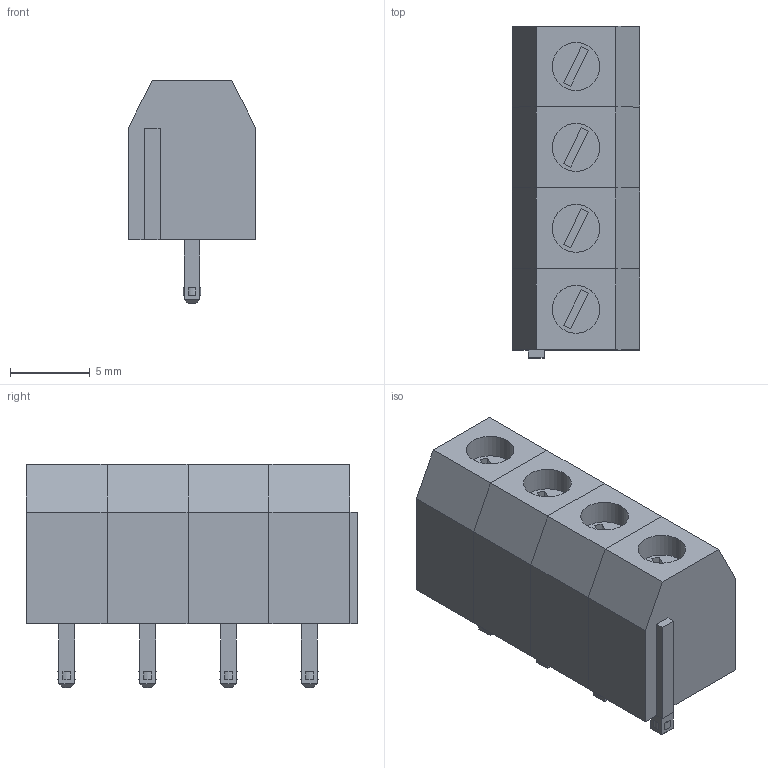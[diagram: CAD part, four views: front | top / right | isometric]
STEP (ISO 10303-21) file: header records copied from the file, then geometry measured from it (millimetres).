
FILE_DESCRIPTION(/* description */ (''),/* implementation_level */ '2;1');
FILE_NAME(/* name */ 'Schraubklemme_Blau_300V_16A_4P.stp',/* time_stamp */ '2019-07-16T20:53:30+02:00',/* author */ ('AlexKrieg'),/* organization */ (''),/* preprocessor_version */ 'ST-DEVELOPER v17',/* originating_system */ 'Autodesk Inventor 2019',/* authorisation */ '');
FILE_SCHEMA (('AUTOMOTIVE_DESIGN { 1 0 10303 214 3 1 1 }'));
Length unit declared in the file: millimetre
Products named in the file (2): Baugruppe2; Schraubklemme_Blau_300V_16A
Assembly tree (4 placements, depth 2):
  Baugruppe2
    Schraubklemme_Blau_300V_16A  x4
Bounding box: 8 x 20.82 x 14 mm (x, y, z)
Volume: 1321.4 mm3; surface area: 1748.8 mm2
Topology: 4 solids, 4 shells, 228 faces, 536 edges, 352 vertices
Faces by surface type: plane 204, cylinder 24
Full cylindrical faces by diameter (mm): 3 x4
Entity records: 1734 total; most frequent: CARTESIAN_POINT 285, DIRECTION 272, ORIENTED_EDGE 268, EDGE_CURVE 134, LINE 122, VECTOR 122, VERTEX_POINT 88, AXIS2_PLACEMENT_3D 75
